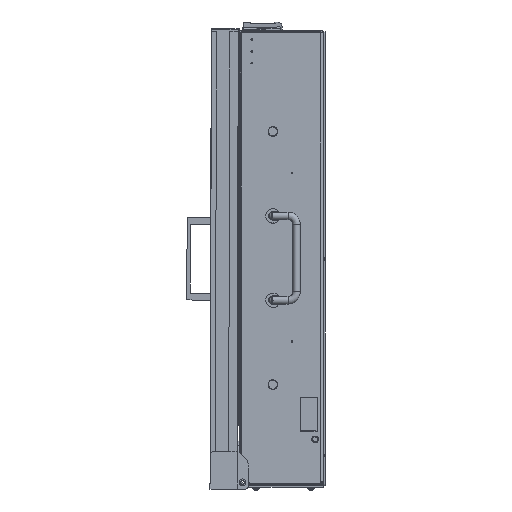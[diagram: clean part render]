
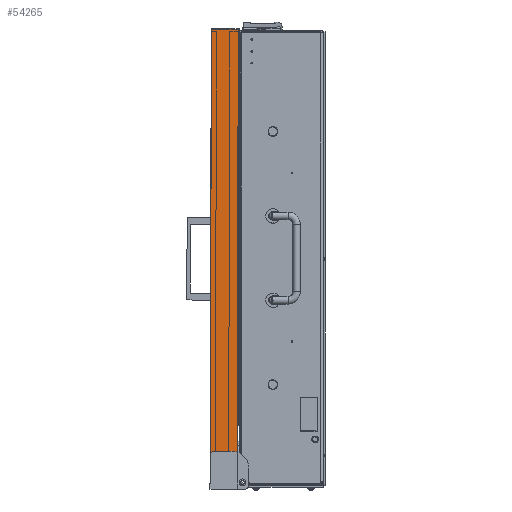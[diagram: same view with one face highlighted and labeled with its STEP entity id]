
A CAD part, left-side view. The second image highlights one B-rep face of the part: STEP entity #54265.
In plain terms, the highlighted planar face has unit normal (-1, 0, 0).
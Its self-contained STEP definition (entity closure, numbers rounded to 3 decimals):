
#5146 = LINE ( 'NONE', #16777, #10096 ) ;
#7458 = AXIS2_PLACEMENT_3D ( 'NONE', #31521, #64548, #58919 ) ;
#8425 = VERTEX_POINT ( 'NONE', #43937 ) ;
#10096 = VECTOR ( 'NONE', #50909, 1000. ) ;
#11385 = ORIENTED_EDGE ( 'NONE', *, *, #47527, .F. ) ;
#12882 = CARTESIAN_POINT ( 'NONE',  ( -327.5, 33., 273. ) ) ;
#14720 = LINE ( 'NONE', #47780, #56515 ) ;
#15330 = AXIS2_PLACEMENT_3D ( 'NONE', #54972, #31298, #25658 ) ;
#16777 = CARTESIAN_POINT ( 'NONE',  ( -327.5, 33., -228. ) ) ;
#18267 = CARTESIAN_POINT ( 'NONE',  ( -327.5, 28., -228. ) ) ;
#20262 = VERTEX_POINT ( 'NONE', #56813 ) ;
#21598 = EDGE_CURVE ( 'NONE', #62450, #30454, #14720, .T. ) ;
#22304 = EDGE_CURVE ( 'NONE', #8425, #39266, #39829, .T. ) ;
#23186 = FACE_OUTER_BOUND ( 'NONE', #69418, .T. ) ;
#23261 = EDGE_CURVE ( 'NONE', #20262, #30454, #46709, .T. ) ;
#24475 = DIRECTION ( 'NONE',  ( 0., 0., 1. ) ) ;
#25547 = CARTESIAN_POINT ( 'NONE',  ( -327.5, 7., -228. ) ) ;
#25658 = DIRECTION ( 'NONE',  ( 0., 0., -1. ) ) ;
#26775 = ORIENTED_EDGE ( 'NONE', *, *, #62770, .F. ) ;
#30454 = VERTEX_POINT ( 'NONE', #66297 ) ;
#31298 = DIRECTION ( 'NONE',  ( -1., 0., 0. ) ) ;
#31521 = CARTESIAN_POINT ( 'NONE',  ( -327.5, 28., -233. ) ) ;
#31710 = ORIENTED_EDGE ( 'NONE', *, *, #22304, .T. ) ;
#32673 = CARTESIAN_POINT ( 'NONE',  ( -327.5, 0., -229.265 ) ) ;
#37482 = DIRECTION ( 'NONE',  ( 0., 0., 1. ) ) ;
#39266 = VERTEX_POINT ( 'NONE', #18267 ) ;
#39347 = DIRECTION ( 'NONE',  ( 0., 0., -1. ) ) ;
#39710 = PLANE ( 'NONE',  #51470 ) ;
#39829 = CIRCLE ( 'NONE', #7458, 5. ) ;
#43937 = CARTESIAN_POINT ( 'NONE',  ( -327.5, 33., -233. ) ) ;
#44578 = EDGE_CURVE ( 'NONE', #73603, #39266, #5146, .T. ) ;
#46515 = CIRCLE ( 'NONE', #15330, 20. ) ;
#46709 = LINE ( 'NONE', #12882, #72860 ) ;
#47527 = EDGE_CURVE ( 'NONE', #62450, #73603, #46515, .T. ) ;
#47780 = CARTESIAN_POINT ( 'NONE',  ( -327.5, 0., -273. ) ) ;
#50279 = ORIENTED_EDGE ( 'NONE', *, *, #44578, .F. ) ;
#50909 = DIRECTION ( 'NONE',  ( 0., 1., 0. ) ) ;
#51470 = AXIS2_PLACEMENT_3D ( 'NONE', #56261, #62948, #39347 ) ;
#53645 = LINE ( 'NONE', #60368, #63289 ) ;
#54265 = ADVANCED_FACE ( 'NONE', ( #23186 ), #39710, .F. ) ;
#54533 = ORIENTED_EDGE ( 'NONE', *, *, #23261, .F. ) ;
#54972 = CARTESIAN_POINT ( 'NONE',  ( -327.5, 7., -248. ) ) ;
#56261 = CARTESIAN_POINT ( 'NONE',  ( -327.5, 33., -273. ) ) ;
#56515 = VECTOR ( 'NONE', #24475, 1000. ) ;
#56813 = CARTESIAN_POINT ( 'NONE',  ( -327.5, 33., 273. ) ) ;
#58674 = DIRECTION ( 'NONE',  ( 0., -1., 0. ) ) ;
#58919 = DIRECTION ( 'NONE',  ( 0., 0., -1. ) ) ;
#60368 = CARTESIAN_POINT ( 'NONE',  ( -327.5, 33., -273. ) ) ;
#62450 = VERTEX_POINT ( 'NONE', #32673 ) ;
#62770 = EDGE_CURVE ( 'NONE', #8425, #20262, #53645, .T. ) ;
#62948 = DIRECTION ( 'NONE',  ( 1., 0., 0. ) ) ;
#63289 = VECTOR ( 'NONE', #37482, 1000. ) ;
#64548 = DIRECTION ( 'NONE',  ( 1., 0., 0. ) ) ;
#66297 = CARTESIAN_POINT ( 'NONE',  ( -327.5, 0., 273. ) ) ;
#69418 = EDGE_LOOP ( 'NONE', ( #50279, #11385, #69700, #54533, #26775, #31710 ) ) ;
#69700 = ORIENTED_EDGE ( 'NONE', *, *, #21598, .T. ) ;
#72860 = VECTOR ( 'NONE', #58674, 1000. ) ;
#73603 = VERTEX_POINT ( 'NONE', #25547 ) ;
